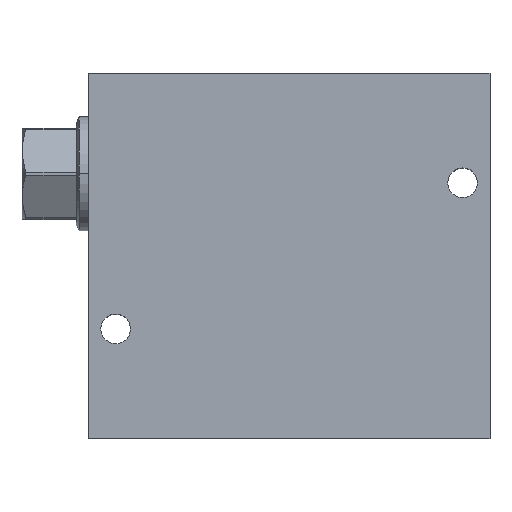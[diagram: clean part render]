
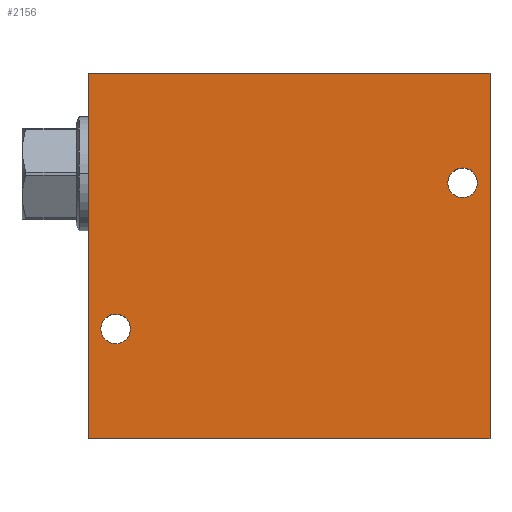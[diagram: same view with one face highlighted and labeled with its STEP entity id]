
A CAD part, top view. The second image highlights one B-rep face of the part: STEP entity #2156.
In plain terms, the highlighted planar face has unit normal (0, 0, 1).
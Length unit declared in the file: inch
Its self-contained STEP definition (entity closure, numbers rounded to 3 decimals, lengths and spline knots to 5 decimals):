
#113=DIRECTION('',(0.,-1.,0.));
#114=VECTOR('',#113,5.);
#115=CARTESIAN_POINT('',(0.,0.,2.5));
#116=LINE('',#115,#114);
#117=DIRECTION('',(-1.,0.,0.));
#118=VECTOR('',#117,5.5);
#119=CARTESIAN_POINT('',(5.5,0.,2.5));
#120=LINE('',#119,#118);
#121=DIRECTION('',(0.,1.,0.));
#122=VECTOR('',#121,5.);
#123=CARTESIAN_POINT('',(5.5,-5.,2.5));
#124=LINE('',#123,#122);
#125=DIRECTION('',(1.,0.,0.));
#126=VECTOR('',#125,5.5);
#127=CARTESIAN_POINT('',(0.,-5.,2.5));
#128=LINE('',#127,#126);
#129=CARTESIAN_POINT('',(5.125,-1.5,2.5));
#130=DIRECTION('',(0.,0.,-1.));
#131=DIRECTION('',(-1.,0.,0.));
#132=AXIS2_PLACEMENT_3D('',#129,#130,#131);
#134=CARTESIAN_POINT('',(5.125,-1.5,2.5));
#135=DIRECTION('',(0.,0.,-1.));
#136=DIRECTION('',(1.,0.,0.));
#137=AXIS2_PLACEMENT_3D('',#134,#135,#136);
#139=CARTESIAN_POINT('',(0.375,-3.5,2.5));
#140=DIRECTION('',(0.,0.,-1.));
#141=DIRECTION('',(-1.,0.,0.));
#142=AXIS2_PLACEMENT_3D('',#139,#140,#141);
#144=CARTESIAN_POINT('',(0.375,-3.5,2.5));
#145=DIRECTION('',(0.,0.,-1.));
#146=DIRECTION('',(1.,0.,0.));
#147=AXIS2_PLACEMENT_3D('',#144,#145,#146);
#1749=CARTESIAN_POINT('',(0.,0.,2.5));
#1750=CARTESIAN_POINT('',(0.,-5.,2.5));
#1751=VERTEX_POINT('',#1749);
#1752=VERTEX_POINT('',#1750);
#1753=CARTESIAN_POINT('',(5.5,-5.,2.5));
#1754=VERTEX_POINT('',#1753);
#1755=CARTESIAN_POINT('',(5.5,0.,2.5));
#1756=VERTEX_POINT('',#1755);
#1761=CARTESIAN_POINT('',(4.922,-1.5,2.5));
#1762=CARTESIAN_POINT('',(5.328,-1.5,2.5));
#1763=VERTEX_POINT('',#1761);
#1764=VERTEX_POINT('',#1762);
#1769=CARTESIAN_POINT('',(0.172,-3.5,2.5));
#1770=CARTESIAN_POINT('',(0.578,-3.5,2.5));
#1771=VERTEX_POINT('',#1769);
#1772=VERTEX_POINT('',#1770);
#2133=CARTESIAN_POINT('',(0.,0.,2.5));
#2134=DIRECTION('',(0.,0.,1.));
#2135=DIRECTION('',(1.,0.,0.));
#2136=AXIS2_PLACEMENT_3D('',#2133,#2134,#2135);
#2137=PLANE('',#2136);
#2138=ORIENTED_EDGE('',*,*,#2055,.F.);
#2139=ORIENTED_EDGE('',*,*,#2076,.F.);
#2140=ORIENTED_EDGE('',*,*,#2096,.F.);
#2141=ORIENTED_EDGE('',*,*,#2115,.F.);
#2142=EDGE_LOOP('',(#2138,#2139,#2140,#2141));
#2143=FACE_OUTER_BOUND('',#2142,.F.);
#2145=ORIENTED_EDGE('',*,*,#2144,.F.);
#2147=ORIENTED_EDGE('',*,*,#2146,.F.);
#2148=EDGE_LOOP('',(#2145,#2147));
#2149=FACE_BOUND('',#2148,.F.);
#2151=ORIENTED_EDGE('',*,*,#2150,.F.);
#2153=ORIENTED_EDGE('',*,*,#2152,.F.);
#2154=EDGE_LOOP('',(#2151,#2153));
#2155=FACE_BOUND('',#2154,.F.);
#2156=ADVANCED_FACE('',(#2143,#2149,#2155),#2137,.T.);
#133=CIRCLE('',#132,0.203);
#138=CIRCLE('',#137,0.203);
#143=CIRCLE('',#142,0.203);
#148=CIRCLE('',#147,0.203);
#2055=EDGE_CURVE('',#1751,#1752,#116,.T.);
#2076=EDGE_CURVE('',#1756,#1751,#120,.T.);
#2096=EDGE_CURVE('',#1754,#1756,#124,.T.);
#2115=EDGE_CURVE('',#1752,#1754,#128,.T.);
#2144=EDGE_CURVE('',#1763,#1764,#133,.T.);
#2146=EDGE_CURVE('',#1764,#1763,#138,.T.);
#2150=EDGE_CURVE('',#1771,#1772,#143,.T.);
#2152=EDGE_CURVE('',#1772,#1771,#148,.T.);
